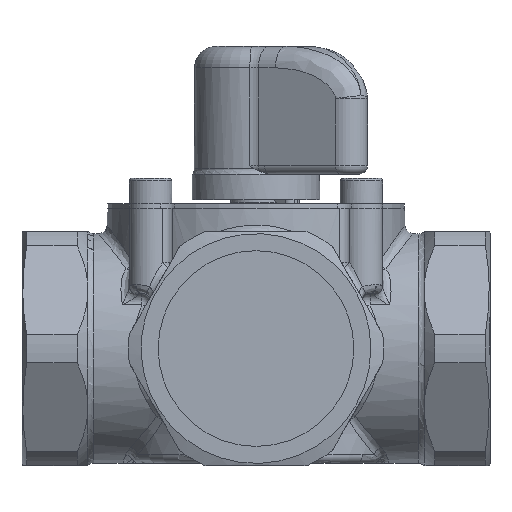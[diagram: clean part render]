
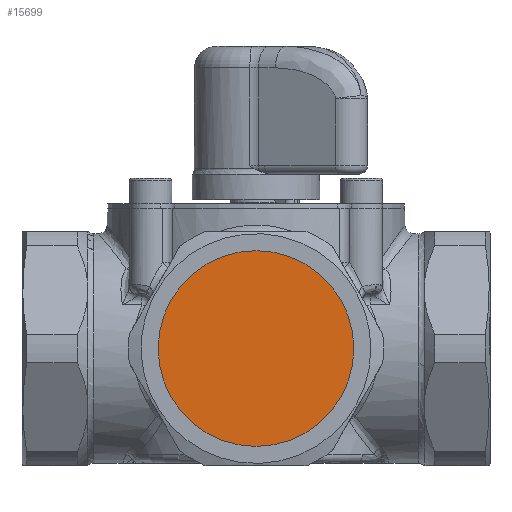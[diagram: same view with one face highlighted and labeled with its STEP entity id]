
A CAD part, front view. The second image highlights one B-rep face of the part: STEP entity #15699.
In plain terms, the highlighted planar face has unit normal (0, -1, 0).
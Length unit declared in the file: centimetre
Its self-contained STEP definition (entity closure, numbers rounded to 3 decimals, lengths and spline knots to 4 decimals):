
#4988=FACE_OUTER_BOUND('',#5893,.T.);
#5893=EDGE_LOOP('',(#13937));
#6439=CIRCLE('',#16631,2.3);
#7796=VERTEX_POINT('',#30025);
#9899=EDGE_CURVE('',#7796,#7796,#6439,.T.);
#13937=ORIENTED_EDGE('',*,*,#9899,.T.);
#14958=PLANE('',#16630);
#15699=ADVANCED_FACE('',(#4988),#14958,.F.);
#16630=AXIS2_PLACEMENT_3D('',#30024,#19373,#19374);
#16631=AXIS2_PLACEMENT_3D('',#30026,#19375,#19376);
#19373=DIRECTION('center_axis',(0.,1.,0.));
#19374=DIRECTION('ref_axis',(0.,0.,1.));
#19375=DIRECTION('center_axis',(0.,-1.,0.));
#19376=DIRECTION('ref_axis',(0.,0.,1.));
#30024=CARTESIAN_POINT('Origin',(0.,-3.3,0.));
#30025=CARTESIAN_POINT('',(0.,-3.3,-2.3));
#30026=CARTESIAN_POINT('Origin',(0.,-3.3,0.));
